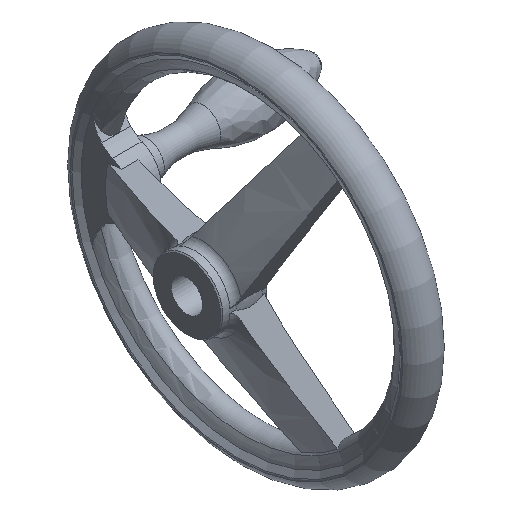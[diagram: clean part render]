
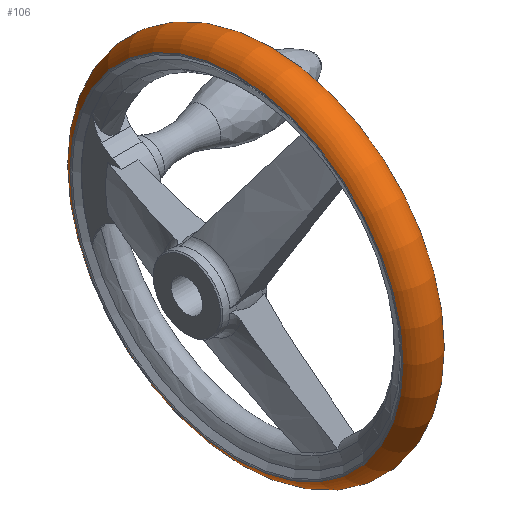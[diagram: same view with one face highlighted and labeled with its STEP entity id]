
A CAD part, isometric view. The second image highlights one B-rep face of the part: STEP entity #106.
In plain terms, the highlighted toroidal (fillet/blend) face has major radius 70.6 mm and minor radius 9.4 mm.
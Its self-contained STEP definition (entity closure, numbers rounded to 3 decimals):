
#106 = ADVANCED_FACE( '', ( #200, #201, #202 ), #203, .T. );
#200 = FACE_BOUND( '', #326, .T. );
#201 = FACE_OUTER_BOUND( '', #327, .T. );
#202 = FACE_OUTER_BOUND( '', #328, .T. );
#203 = TOROIDAL_SURFACE( '', #329, 70.6, 9.4 );
#326 = VERTEX_LOOP( '', #766 );
#327 = EDGE_LOOP( '', ( #767 ) );
#328 = EDGE_LOOP( '', ( #768 ) );
#329 = AXIS2_PLACEMENT_3D( '', #769, #770, #771 );
#766 = VERTEX_POINT( '', #1031 );
#767 = ORIENTED_EDGE( '', *, *, #1032, .T. );
#768 = ORIENTED_EDGE( '', *, *, #976, .F. );
#769 = CARTESIAN_POINT( '', ( 30.75, 0., 0. ) );
#770 = DIRECTION( '', ( 1., 0., 0. ) );
#771 = DIRECTION( '', ( 0., 0., -1. ) );
#976 = EDGE_CURVE( '', #1177, #1177, #1178, .T. );
#1031 = CARTESIAN_POINT( '', ( 30.75, 0., -80. ) );
#1032 = EDGE_CURVE( '', #1262, #1262, #1263, .T. );
#1177 = VERTEX_POINT( '', #1809 );
#1178 = CIRCLE( '', #1810, 74.194 );
#1262 = VERTEX_POINT( '', #2112 );
#1263 = CIRCLE( '', #2113, 74.194 );
#1809 = CARTESIAN_POINT( '', ( 39.436, 0., -74.194 ) );
#1810 = AXIS2_PLACEMENT_3D( '', #2238, #2239, #2240 );
#2112 = CARTESIAN_POINT( '', ( 22.064, 0., -74.194 ) );
#2113 = AXIS2_PLACEMENT_3D( '', #2343, #2344, #2345 );
#2238 = CARTESIAN_POINT( '', ( 39.436, 0., 0. ) );
#2239 = DIRECTION( '', ( 1., 0., 0. ) );
#2240 = DIRECTION( '', ( 0., 0., -1. ) );
#2343 = CARTESIAN_POINT( '', ( 22.064, 0., 0. ) );
#2344 = DIRECTION( '', ( 1., 0., 0. ) );
#2345 = DIRECTION( '', ( 0., 0., -1. ) );
